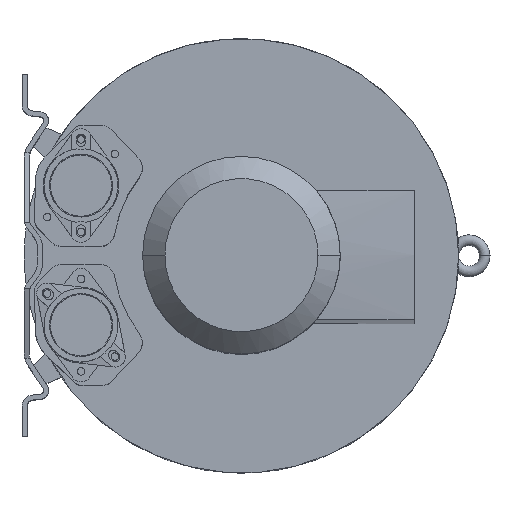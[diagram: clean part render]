
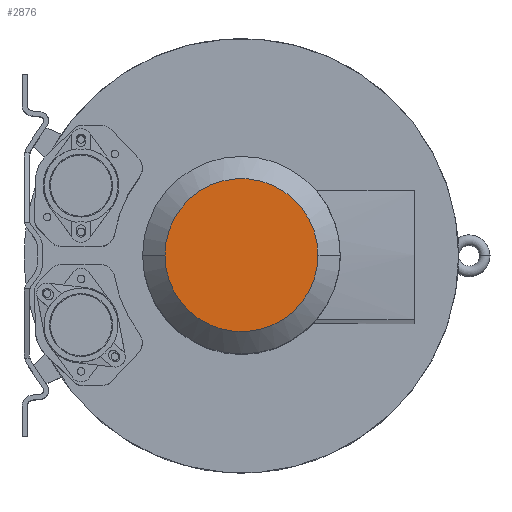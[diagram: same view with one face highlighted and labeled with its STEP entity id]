
A CAD part, top view. The second image highlights one B-rep face of the part: STEP entity #2876.
In plain terms, the highlighted planar face has unit normal (0, 0, 1).
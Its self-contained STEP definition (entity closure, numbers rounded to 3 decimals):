
#398 = CARTESIAN_POINT ( 'NONE',  ( 51.758, 45.399, 398.9 ) ) ;
#759 = CARTESIAN_POINT ( 'NONE',  ( 68.7, -4.496, 398.9 ) ) ;
#914 = CARTESIAN_POINT ( 'NONE',  ( -68.7, 4.496, 398.9 ) ) ;
#1965 = CARTESIAN_POINT ( 'NONE',  ( -66.503, 17.813, 398.9 ) ) ;
#1966 = CARTESIAN_POINT ( 'NONE',  ( -4.496, -68.7, 398.9 ) ) ;
#2048 = CARTESIAN_POINT ( 'NONE',  ( -65.191, -22.136, 398.9 ) ) ;
#2355 = DIRECTION ( 'NONE',  ( 0., 0., 1. ) ) ;
#2601 = CARTESIAN_POINT ( 'NONE',  ( 66.503, 17.813, 398.9 ) ) ;
#2876 = ADVANCED_FACE ( 'NONE', ( #6000 ), #6241, .T. ) ;
#3181 = CARTESIAN_POINT ( 'NONE',  ( 30.444, 61.75, 398.9 ) ) ;
#3264 = CARTESIAN_POINT ( 'NONE',  ( -41.906, -54.624, 398.9 ) ) ;
#3348 = CARTESIAN_POINT ( 'NONE',  ( -65.191, 22.136, 398.9 ) ) ;
#3425 = CARTESIAN_POINT ( 'NONE',  ( -68.257, 8.993, 398.9 ) ) ;
#3426 = CARTESIAN_POINT ( 'NONE',  ( -59.62, -34.429, 398.9 ) ) ;
#3523 = VERTEX_POINT ( 'NONE', #11854 ) ;
#3585 = CARTESIAN_POINT ( 'NONE',  ( 17.813, -66.503, 398.9 ) ) ;
#3826 = CARTESIAN_POINT ( 'NONE',  ( 68.7, 4.496, 398.9 ) ) ;
#4403 = CARTESIAN_POINT ( 'NONE',  ( 17.813, 66.503, 398.9 ) ) ;
#4477 = CARTESIAN_POINT ( 'NONE',  ( -41.906, 54.624, 398.9 ) ) ;
#4642 = CARTESIAN_POINT ( 'NONE',  ( 8.993, -68.257, 398.9 ) ) ;
#4718 = CARTESIAN_POINT ( 'NONE',  ( 8.993, 68.257, 398.9 ) ) ;
#4801 = CARTESIAN_POINT ( 'NONE',  ( 41.906, -54.624, 398.9 ) ) ;
#5614 = CARTESIAN_POINT ( 'NONE',  ( -54.624, 41.906, 398.9 ) ) ;
#5692 = CARTESIAN_POINT ( 'NONE',  ( 45.399, -51.758, 398.9 ) ) ;
#5766 = ORIENTED_EDGE ( 'NONE', *, *, #15819, .F. ) ;
#5849 = CARTESIAN_POINT ( 'NONE',  ( -45.399, 51.758, 398.9 ) ) ;
#5850 = CARTESIAN_POINT ( 'NONE',  ( -17.813, -66.503, 398.9 ) ) ;
#5930 = CARTESIAN_POINT ( 'NONE',  ( -30.444, 61.75, 398.9 ) ) ;
#6000 = FACE_OUTER_BOUND ( 'NONE', #6021, .T. ) ;
#6021 = EDGE_LOOP ( 'NONE', ( #10004, #5766 ) ) ;
#6241 = PLANE ( 'NONE',  #10672 ) ;
#6986 = CARTESIAN_POINT ( 'NONE',  ( -68.257, -8.993, 398.9 ) ) ;
#7063 = CARTESIAN_POINT ( 'NONE',  ( -68.7, 0., 398.9 ) ) ;
#7144 = CARTESIAN_POINT ( 'NONE',  ( -17.813, 66.503, 398.9 ) ) ;
#7145 = CARTESIAN_POINT ( 'NONE',  ( -22.136, -65.191, 398.9 ) ) ;
#7302 = CARTESIAN_POINT ( 'NONE',  ( 59.62, 34.429, 398.9 ) ) ;
#7468 = CARTESIAN_POINT ( 'NONE',  ( 61.75, 30.444, 398.9 ) ) ;
#8202 = CARTESIAN_POINT ( 'NONE',  ( -45.399, -51.758, 398.9 ) ) ;
#8281 = CARTESIAN_POINT ( 'NONE',  ( -61.75, 30.444, 398.9 ) ) ;
#8359 = CARTESIAN_POINT ( 'NONE',  ( 66.503, -17.813, 398.9 ) ) ;
#8424 = VERTEX_POINT ( 'NONE', #12927 ) ;
#8441 = CARTESIAN_POINT ( 'NONE',  ( 68.257, -8.993, 398.9 ) ) ;
#8675 = CARTESIAN_POINT ( 'NONE',  ( 65.191, 22.136, 398.9 ) ) ;
#8780 = B_SPLINE_CURVE_WITH_KNOTS ( 'NONE', 3,
 ( #7063, #914, #3425, #1965, #3348, #8281, #13204, #5614, #13281, #5849, #4477, #9328, #5930, #10779, #7144, #10859, #15785, #15477, #4718, #4403, #14258, #3181, #13680, #14899, #13597, #398, #9879, #7302, #7468, #8675, #2601, #14737, #3826, #15945 ),
 .UNSPECIFIED., .F., .F.,
 ( 4, 2, 2, 2, 2, 2, 2, 2, 2, 2, 2, 2, 2, 2, 2, 2, 4 ),
 ( 0., 0.063, 0.125, 0.188, 0.25, 0.313, 0.375, 0.438, 0.5, 0.563, 0.625, 0.688, 0.75, 0.813, 0.875, 0.938, 1. ),
 .UNSPECIFIED. ) ;
#9328 = CARTESIAN_POINT ( 'NONE',  ( -34.429, 59.62, 398.9 ) ) ;
#9405 = CARTESIAN_POINT ( 'NONE',  ( 54.624, -41.906, 398.9 ) ) ;
#9483 = CARTESIAN_POINT ( 'NONE',  ( 34.429, -59.62, 398.9 ) ) ;
#9725 = CARTESIAN_POINT ( 'NONE',  ( 30.444, -61.75, 398.9 ) ) ;
#9879 = CARTESIAN_POINT ( 'NONE',  ( 54.624, 41.906, 398.9 ) ) ;
#10004 = ORIENTED_EDGE ( 'NONE', *, *, #11147, .F. ) ;
#10618 = CARTESIAN_POINT ( 'NONE',  ( 65.191, -22.136, 398.9 ) ) ;
#10672 = AXIS2_PLACEMENT_3D ( 'NONE', #11163, #2355, #14974 ) ;
#10779 = CARTESIAN_POINT ( 'NONE',  ( -22.136, 65.191, 398.9 ) ) ;
#10780 = CARTESIAN_POINT ( 'NONE',  ( -51.758, -45.399, 398.9 ) ) ;
#10859 = CARTESIAN_POINT ( 'NONE',  ( -8.993, 68.257, 398.9 ) ) ;
#11147 = EDGE_CURVE ( 'NONE', #8424, #3523, #12467, .T. ) ;
#11163 = CARTESIAN_POINT ( 'NONE',  ( 0., 0., 398.9 ) ) ;
#11854 = CARTESIAN_POINT ( 'NONE',  ( -68.7, 0., 398.9 ) ) ;
#11911 = CARTESIAN_POINT ( 'NONE',  ( -68.7, -4.496, 398.9 ) ) ;
#12149 = CARTESIAN_POINT ( 'NONE',  ( 59.62, -34.429, 398.9 ) ) ;
#12467 = B_SPLINE_CURVE_WITH_KNOTS ( 'NONE', 3,
 ( #15710, #759, #8441, #8359, #10618, #13363, #12149, #9405, #15866, #5692, #4801, #9483, #9725, #14656, #3585, #4642, #13044, #1966, #15554, #5850, #7145, #14341, #14499, #3264, #8202, #10780, #14421, #3426, #13125, #2048, #13282, #6986, #11911, #13205 ),
 .UNSPECIFIED., .F., .F.,
 ( 4, 2, 2, 2, 2, 2, 2, 2, 2, 2, 2, 2, 2, 2, 2, 2, 4 ),
 ( 0., 0.062, 0.125, 0.187, 0.25, 0.313, 0.375, 0.438, 0.5, 0.563, 0.625, 0.688, 0.75, 0.813, 0.875, 0.937, 1. ),
 .UNSPECIFIED. ) ;
#12927 = CARTESIAN_POINT ( 'NONE',  ( 68.7, 0., 398.9 ) ) ;
#13044 = CARTESIAN_POINT ( 'NONE',  ( 4.496, -68.7, 398.9 ) ) ;
#13125 = CARTESIAN_POINT ( 'NONE',  ( -61.75, -30.444, 398.9 ) ) ;
#13204 = CARTESIAN_POINT ( 'NONE',  ( -59.62, 34.429, 398.9 ) ) ;
#13205 = CARTESIAN_POINT ( 'NONE',  ( -68.7, 0., 398.9 ) ) ;
#13281 = CARTESIAN_POINT ( 'NONE',  ( -51.758, 45.399, 398.9 ) ) ;
#13282 = CARTESIAN_POINT ( 'NONE',  ( -66.503, -17.813, 398.9 ) ) ;
#13363 = CARTESIAN_POINT ( 'NONE',  ( 61.75, -30.444, 398.9 ) ) ;
#13597 = CARTESIAN_POINT ( 'NONE',  ( 45.399, 51.758, 398.9 ) ) ;
#13680 = CARTESIAN_POINT ( 'NONE',  ( 34.429, 59.62, 398.9 ) ) ;
#14258 = CARTESIAN_POINT ( 'NONE',  ( 22.136, 65.191, 398.9 ) ) ;
#14341 = CARTESIAN_POINT ( 'NONE',  ( -30.444, -61.75, 398.9 ) ) ;
#14421 = CARTESIAN_POINT ( 'NONE',  ( -54.624, -41.906, 398.9 ) ) ;
#14499 = CARTESIAN_POINT ( 'NONE',  ( -34.429, -59.62, 398.9 ) ) ;
#14656 = CARTESIAN_POINT ( 'NONE',  ( 22.136, -65.191, 398.9 ) ) ;
#14737 = CARTESIAN_POINT ( 'NONE',  ( 68.257, 8.993, 398.9 ) ) ;
#14899 = CARTESIAN_POINT ( 'NONE',  ( 41.906, 54.624, 398.9 ) ) ;
#14974 = DIRECTION ( 'NONE',  ( 1., 0., 0. ) ) ;
#15477 = CARTESIAN_POINT ( 'NONE',  ( 4.496, 68.7, 398.9 ) ) ;
#15554 = CARTESIAN_POINT ( 'NONE',  ( -8.993, -68.257, 398.9 ) ) ;
#15710 = CARTESIAN_POINT ( 'NONE',  ( 68.7, 0., 398.9 ) ) ;
#15785 = CARTESIAN_POINT ( 'NONE',  ( -4.496, 68.7, 398.9 ) ) ;
#15819 = EDGE_CURVE ( 'NONE', #3523, #8424, #8780, .T. ) ;
#15866 = CARTESIAN_POINT ( 'NONE',  ( 51.758, -45.399, 398.9 ) ) ;
#15945 = CARTESIAN_POINT ( 'NONE',  ( 68.7, 0., 398.9 ) ) ;
